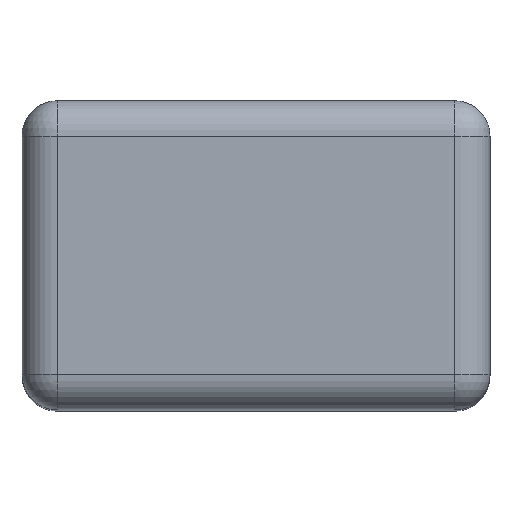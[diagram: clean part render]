
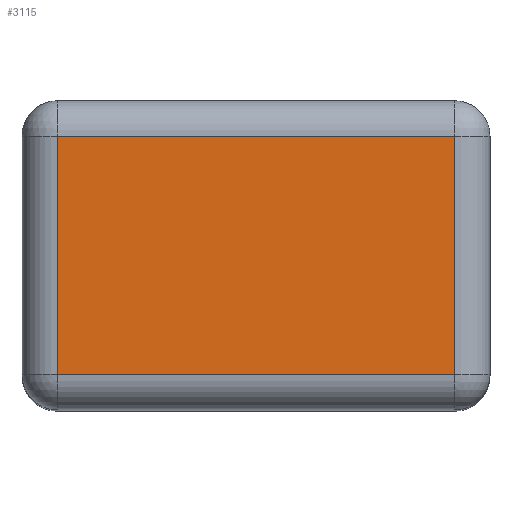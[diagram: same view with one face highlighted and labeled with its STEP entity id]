
A CAD part, top view. The second image highlights one B-rep face of the part: STEP entity #3115.
In plain terms, the highlighted planar face has unit normal (0, 0, 1).
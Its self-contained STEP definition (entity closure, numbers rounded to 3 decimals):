
#175 = LINE ( 'NONE', #3734, #4326 ) ;
#189 = DIRECTION ( 'NONE',  ( -1., 0., 0. ) ) ;
#192 = CARTESIAN_POINT ( 'NONE',  ( -11.25, 6.75, 45.5 ) ) ;
#250 = ORIENTED_EDGE ( 'NONE', *, *, #1116, .T. ) ;
#459 = CARTESIAN_POINT ( 'NONE',  ( 11.25, 6.75, 45.5 ) ) ;
#621 = EDGE_CURVE ( 'NONE', #910, #7238, #1937, .T. ) ;
#844 = DIRECTION ( 'NONE',  ( 0., -1., 0. ) ) ;
#861 = VERTEX_POINT ( 'NONE', #6757 ) ;
#910 = VERTEX_POINT ( 'NONE', #459 ) ;
#1116 = EDGE_CURVE ( 'NONE', #861, #5232, #1879, .T. ) ;
#1391 = ORIENTED_EDGE ( 'NONE', *, *, #4172, .T. ) ;
#1460 = FACE_OUTER_BOUND ( 'NONE', #3651, .T. ) ;
#1800 = CARTESIAN_POINT ( 'NONE',  ( 0., -6.75, 45.5 ) ) ;
#1879 = LINE ( 'NONE', #1800, #3922 ) ;
#1937 = LINE ( 'NONE', #6512, #7095 ) ;
#2398 = AXIS2_PLACEMENT_3D ( 'NONE', #3661, #7161, #3212 ) ;
#2534 = DIRECTION ( 'NONE',  ( 0., 1., 0. ) ) ;
#2545 = CARTESIAN_POINT ( 'NONE',  ( -11.25, -6.75, 45.5 ) ) ;
#2881 = EDGE_CURVE ( 'NONE', #7238, #861, #6016, .T. ) ;
#3115 = ADVANCED_FACE ( 'NONE', ( #1460 ), #5369, .T. ) ;
#3212 = DIRECTION ( 'NONE',  ( 1., 0., 0. ) ) ;
#3651 = EDGE_LOOP ( 'NONE', ( #1391, #3755, #3983, #250 ) ) ;
#3661 = CARTESIAN_POINT ( 'NONE',  ( 0., 0., 45.5 ) ) ;
#3734 = CARTESIAN_POINT ( 'NONE',  ( 11.25, 0., 45.5 ) ) ;
#3755 = ORIENTED_EDGE ( 'NONE', *, *, #621, .T. ) ;
#3922 = VECTOR ( 'NONE', #4111, 1000. ) ;
#3983 = ORIENTED_EDGE ( 'NONE', *, *, #2881, .T. ) ;
#4111 = DIRECTION ( 'NONE',  ( 1., 0., 0. ) ) ;
#4172 = EDGE_CURVE ( 'NONE', #5232, #910, #175, .T. ) ;
#4326 = VECTOR ( 'NONE', #2534, 1000. ) ;
#5232 = VERTEX_POINT ( 'NONE', #6501 ) ;
#5369 = PLANE ( 'NONE',  #2398 ) ;
#6006 = VECTOR ( 'NONE', #844, 1000. ) ;
#6016 = LINE ( 'NONE', #2545, #6006 ) ;
#6501 = CARTESIAN_POINT ( 'NONE',  ( 11.25, -6.75, 45.5 ) ) ;
#6512 = CARTESIAN_POINT ( 'NONE',  ( -11.25, 6.75, 45.5 ) ) ;
#6757 = CARTESIAN_POINT ( 'NONE',  ( -11.25, -6.75, 45.5 ) ) ;
#7095 = VECTOR ( 'NONE', #189, 1000. ) ;
#7161 = DIRECTION ( 'NONE',  ( 0., 0., 1. ) ) ;
#7238 = VERTEX_POINT ( 'NONE', #192 ) ;
